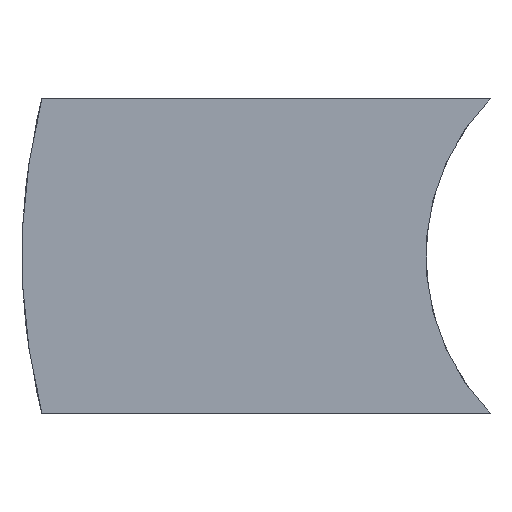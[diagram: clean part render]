
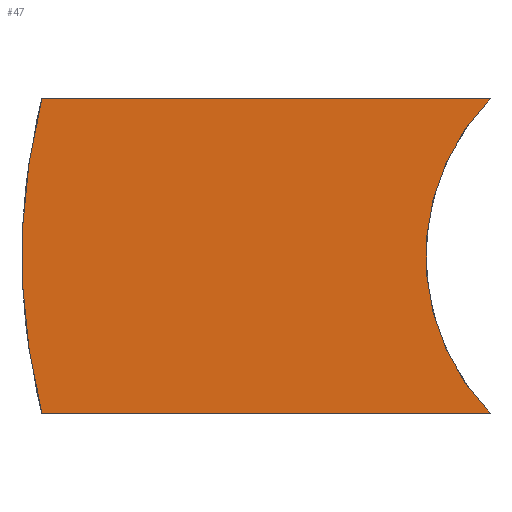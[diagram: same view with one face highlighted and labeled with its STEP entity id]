
A CAD part, left-side view. The second image highlights one B-rep face of the part: STEP entity #47.
In plain terms, the highlighted planar face has unit normal (-1, 0, 0).
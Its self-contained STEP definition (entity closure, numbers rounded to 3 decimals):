
#10 = AXIS2_PLACEMENT_3D ( 'NONE', #136, #133, #275 ) ;
#12 = ORIENTED_EDGE ( 'NONE', *, *, #119, .F. ) ;
#28 = EDGE_CURVE ( 'NONE', #335, #123, #186, .T. ) ;
#29 = VECTOR ( 'NONE', #234, 1000. ) ;
#35 = ORIENTED_EDGE ( 'NONE', *, *, #28, .F. ) ;
#47 = ADVANCED_FACE ( 'NONE', ( #165 ), #131, .F. ) ;
#87 = LINE ( 'NONE', #213, #285 ) ;
#88 = DIRECTION ( 'NONE',  ( 1., 0., 0. ) ) ;
#103 = ORIENTED_EDGE ( 'NONE', *, *, #380, .F. ) ;
#113 = CIRCLE ( 'NONE', #152, 28. ) ;
#119 = EDGE_CURVE ( 'NONE', #123, #329, #87, .T. ) ;
#123 = VERTEX_POINT ( 'NONE', #206 ) ;
#129 = VERTEX_POINT ( 'NONE', #402 ) ;
#131 = PLANE ( 'NONE',  #392 ) ;
#133 = DIRECTION ( 'NONE',  ( -1., 0., 0. ) ) ;
#136 = CARTESIAN_POINT ( 'NONE',  ( -0.6, 0., 0. ) ) ;
#146 = DIRECTION ( 'NONE',  ( 1., 0., 0. ) ) ;
#152 = AXIS2_PLACEMENT_3D ( 'NONE', #284, #146, #282 ) ;
#165 = FACE_OUTER_BOUND ( 'NONE', #256, .T. ) ;
#166 = CARTESIAN_POINT ( 'NONE',  ( -0.6, 27.111, -7. ) ) ;
#186 = CIRCLE ( 'NONE', #10, 10. ) ;
#201 = EDGE_CURVE ( 'NONE', #329, #129, #113, .T. ) ;
#204 = CARTESIAN_POINT ( 'NONE',  ( -0.6, 27.111, 7. ) ) ;
#206 = CARTESIAN_POINT ( 'NONE',  ( -0.6, 7.141, -7. ) ) ;
#213 = CARTESIAN_POINT ( 'NONE',  ( -0.6, 7.141, -7. ) ) ;
#234 = DIRECTION ( 'NONE',  ( 0., -1., 0. ) ) ;
#242 = DIRECTION ( 'NONE',  ( 0., 0., -1. ) ) ;
#256 = EDGE_LOOP ( 'NONE', ( #320, #12, #35, #103 ) ) ;
#275 = DIRECTION ( 'NONE',  ( 0., 0., -1. ) ) ;
#282 = DIRECTION ( 'NONE',  ( 0., 0., -1. ) ) ;
#284 = CARTESIAN_POINT ( 'NONE',  ( -0.6, 0., 0. ) ) ;
#285 = VECTOR ( 'NONE', #405, 1000. ) ;
#299 = CARTESIAN_POINT ( 'NONE',  ( -0.6, 0., 0. ) ) ;
#320 = ORIENTED_EDGE ( 'NONE', *, *, #201, .F. ) ;
#329 = VERTEX_POINT ( 'NONE', #166 ) ;
#335 = VERTEX_POINT ( 'NONE', #359 ) ;
#357 = LINE ( 'NONE', #204, #29 ) ;
#359 = CARTESIAN_POINT ( 'NONE',  ( -0.6, 7.141, 7. ) ) ;
#380 = EDGE_CURVE ( 'NONE', #129, #335, #357, .T. ) ;
#392 = AXIS2_PLACEMENT_3D ( 'NONE', #299, #88, #242 ) ;
#402 = CARTESIAN_POINT ( 'NONE',  ( -0.6, 27.111, 7. ) ) ;
#405 = DIRECTION ( 'NONE',  ( 0., 1., 0. ) ) ;
